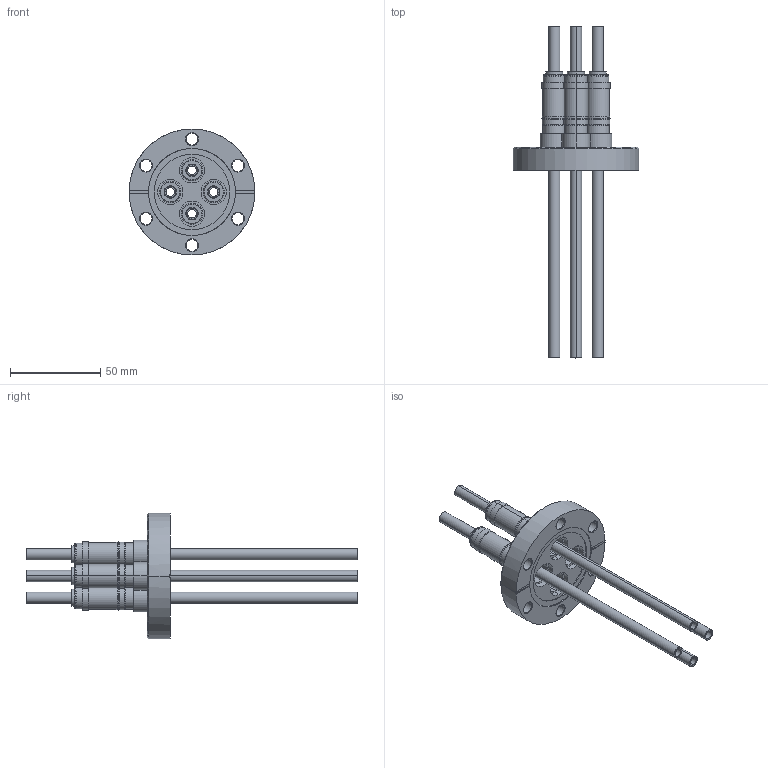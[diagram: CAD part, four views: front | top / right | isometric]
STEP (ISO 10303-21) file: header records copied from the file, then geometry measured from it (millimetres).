
FILE_DESCRIPTION (( 'STEP AP203' ), '1' );
FILE_NAME ('A0063-4-CF.STEP', '2013-06-12T12:52:01', ( '' ), ( '' ), 'SwSTEP 2.0', 'SolidWorks 2012', '' );
FILE_SCHEMA (( 'CONFIG_CONTROL_DESIGN' ));
Length unit declared in the file: inch
Products named in the file (1): A0063-4-CF
Bounding box: 69.85 x 184.15 x 69.85 mm (x, y, z)
Volume: 64822.6 mm3; surface area: 55007.6 mm2
Topology: 1 solids, 1 shells, 343 faces, 754 edges, 478 vertices
Faces by surface type: cylinder 178, plane 75, cone 66, bspline 24
Entity records: 11857 total; most frequent: CARTESIAN_POINT 3872, DIRECTION 1840, ORIENTED_EDGE 1508, AXIS2_PLACEMENT_3D 790, EDGE_CURVE 754, VERTEX_POINT 478, CIRCLE 470, EDGE_LOOP 428
